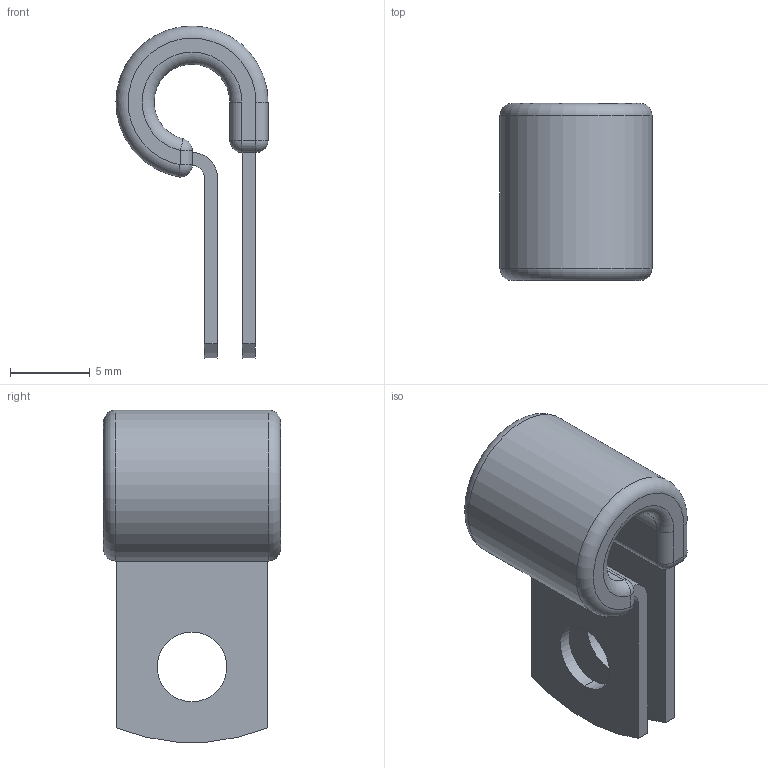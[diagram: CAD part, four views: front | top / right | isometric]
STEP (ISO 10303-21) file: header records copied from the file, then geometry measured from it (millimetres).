
FILE_DESCRIPTION (( 'STEP AP214' ), '1' );
FILE_NAME ('CWV 0405Z2 REV 1.step', '2022-08-29T17:28:32', ( '' ), ( '' ), 'SwSTEP 2.0', 'SolidWorks 2021', '' );
FILE_SCHEMA (( 'AUTOMOTIVE_DESIGN' ));
Length unit declared in the file: inch
Products named in the file (1): CWV 0405Z2 REV 1
Bounding box: 9.55 x 11.11 x 20.84 mm (x, y, z)
Volume: 691.5 mm3; surface area: 1038.8 mm2
Topology: 1 solids, 1 shells, 52 faces, 125 edges, 68 vertices
Faces by surface type: cylinder 23, plane 17, sphere 8, torus 4
Entity records: 1955 total; most frequent: DIRECTION 281, CARTESIAN_POINT 238, ORIENTED_EDGE 234, EDGE_CURVE 117, AXIS2_PLACEMENT_3D 111, VERTEX_POINT 68, LINE 59, VECTOR 59
